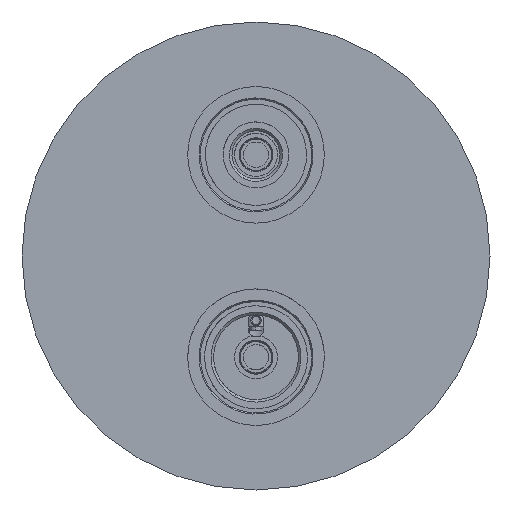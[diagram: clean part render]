
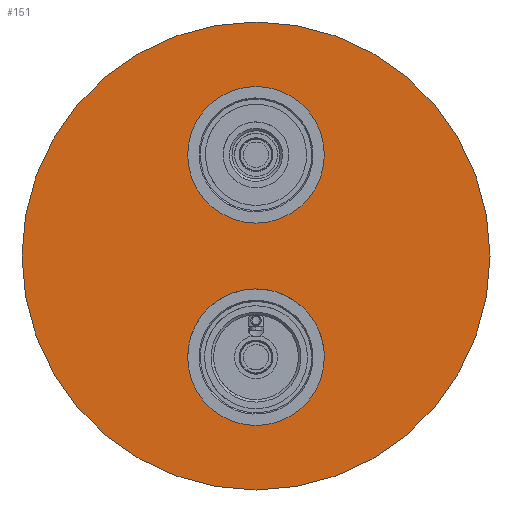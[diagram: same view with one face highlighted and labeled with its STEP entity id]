
A CAD part, front view. The second image highlights one B-rep face of the part: STEP entity #151.
In plain terms, the highlighted planar face has unit normal (0, -1, 0).
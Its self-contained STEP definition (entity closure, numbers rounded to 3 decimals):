
#49=CARTESIAN_POINT('Vertex',(-19.746,84.493,-10.787)) ;
#54=CARTESIAN_POINT('Axis2P3D Location',(0.,84.493,0.)) ;
#58=CARTESIAN_POINT('Vertex',(19.746,84.493,10.787)) ;
#88=CARTESIAN_POINT('Axis2P3D Location',(0.,84.493,0.)) ;
#106=CARTESIAN_POINT('Axis2P3D Location',(0.,84.493,40.)) ;
#111=CARTESIAN_POINT('Axis2P3D Location',(0.,84.493,40.)) ;
#115=CARTESIAN_POINT('Vertex',(92.5,84.493,40.)) ;
#117=CARTESIAN_POINT('Vertex',(-92.5,84.493,40.)) ;
#120=CARTESIAN_POINT('Axis2P3D Location',(0.,84.493,40.)) ;
#129=CARTESIAN_POINT('Axis2P3D Location',(0.,84.493,80.)) ;
#133=CARTESIAN_POINT('Vertex',(-19.746,84.493,90.787)) ;
#135=CARTESIAN_POINT('Vertex',(19.746,84.493,69.213)) ;
#138=CARTESIAN_POINT('Axis2P3D Location',(0.,84.493,80.)) ;
#55=DIRECTION('Axis2P3D Direction',(0.,-1.,0.)) ;
#89=DIRECTION('Axis2P3D Direction',(0.,-1.,0.)) ;
#107=DIRECTION('Axis2P3D Direction',(0.,1.,-0.)) ;
#108=DIRECTION('Axis2P3D XDirection',(-1.,0.,0.)) ;
#112=DIRECTION('Axis2P3D Direction',(0.,1.,-0.)) ;
#121=DIRECTION('Axis2P3D Direction',(0.,1.,-0.)) ;
#130=DIRECTION('Axis2P3D Direction',(0.,1.,-0.)) ;
#139=DIRECTION('Axis2P3D Direction',(0.,1.,-0.)) ;
#56=AXIS2_PLACEMENT_3D('Circle Axis2P3D',#54,#55,$) ;
#90=AXIS2_PLACEMENT_3D('Circle Axis2P3D',#88,#89,$) ;
#109=AXIS2_PLACEMENT_3D('Plane Axis2P3D',#106,#107,#108) ;
#113=AXIS2_PLACEMENT_3D('Circle Axis2P3D',#111,#112,$) ;
#122=AXIS2_PLACEMENT_3D('Circle Axis2P3D',#120,#121,$) ;
#131=AXIS2_PLACEMENT_3D('Circle Axis2P3D',#129,#130,$) ;
#140=AXIS2_PLACEMENT_3D('Circle Axis2P3D',#138,#139,$) ;
#57=CIRCLE('generated circle',#56,22.5) ;
#91=CIRCLE('generated circle',#90,22.5) ;
#114=CIRCLE('generated circle',#113,92.5) ;
#123=CIRCLE('generated circle',#122,92.5) ;
#132=CIRCLE('generated circle',#131,22.5) ;
#141=CIRCLE('generated circle',#140,22.5) ;
#110=PLANE('',#109) ;
#146=FACE_BOUND('',#143,.T.) ;
#150=FACE_BOUND('',#147,.T.) ;
#60=EDGE_CURVE('',#59,#50,#57,.F.) ;
#92=EDGE_CURVE('',#50,#59,#91,.F.) ;
#119=EDGE_CURVE('',#116,#118,#114,.T.) ;
#124=EDGE_CURVE('',#118,#116,#123,.T.) ;
#137=EDGE_CURVE('',#134,#136,#132,.F.) ;
#142=EDGE_CURVE('',#136,#134,#141,.F.) ;
#126=ORIENTED_EDGE('',*,*,#119,.F.) ;
#127=ORIENTED_EDGE('',*,*,#124,.F.) ;
#144=ORIENTED_EDGE('',*,*,#137,.F.) ;
#145=ORIENTED_EDGE('',*,*,#142,.F.) ;
#148=ORIENTED_EDGE('',*,*,#60,.T.) ;
#149=ORIENTED_EDGE('',*,*,#92,.T.) ;
#125=EDGE_LOOP('',(#126,#127)) ;
#143=EDGE_LOOP('',(#144,#145)) ;
#147=EDGE_LOOP('',(#148,#149)) ;
#50=VERTEX_POINT('',#49) ;
#59=VERTEX_POINT('',#58) ;
#116=VERTEX_POINT('',#115) ;
#118=VERTEX_POINT('',#117) ;
#134=VERTEX_POINT('',#133) ;
#136=VERTEX_POINT('',#135) ;
#151=ADVANCED_FACE('PR.0484.1\\P9A302.1\\PartBody',(#128,#146,#150),#110,.F.) ;
#128=FACE_OUTER_BOUND('',#125,.T.) ;
